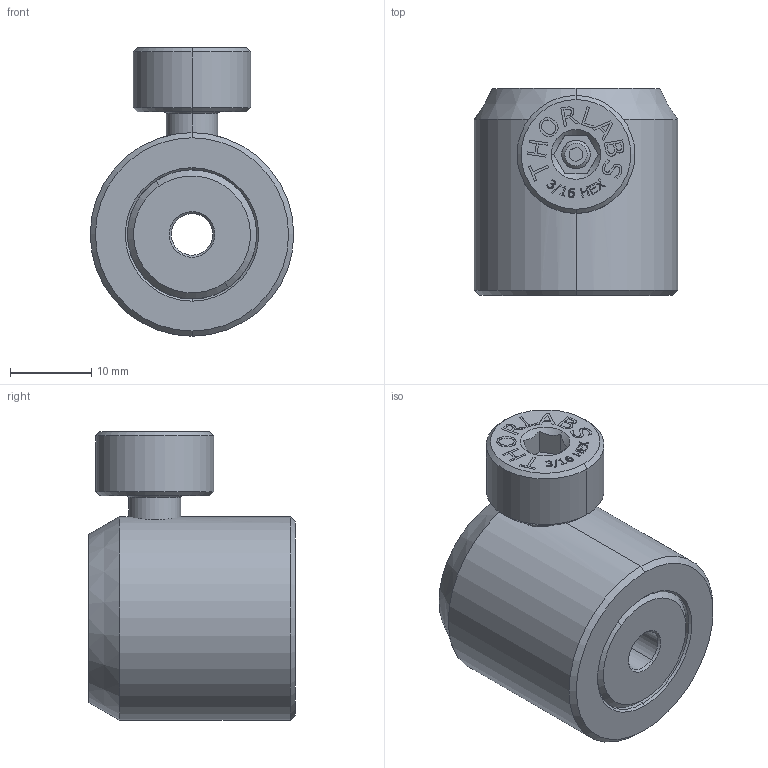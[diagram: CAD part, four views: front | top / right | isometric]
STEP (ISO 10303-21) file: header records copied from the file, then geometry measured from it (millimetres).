
FILE_DESCRIPTION (( 'STEP AP203' ), '1' );
FILE_NAME ('0489-E0W.STEP', '2011-06-14T15:02:05', ( 'Admin' ), ( 'Thorlabs, Inc.' ), 'SwSTEP 2.0', 'SolidWorks 2011', '' );
FILE_SCHEMA (( 'CONFIG_CONTROL_DESIGN' ));
Length unit declared in the file: inch
Products named in the file (1): 0489-E0W
Bounding box: 25 x 25.4 x 35.41 mm (x, y, z)
Volume: 10644.1 mm3; surface area: 5592.8 mm2
Topology: 6 solids, 6 shells, 349 faces, 902 edges, 588 vertices
Faces by surface type: plane 177, bspline 89, cylinder 47, cone 32, torus 2, sphere 2
Entity records: 15264 total; most frequent: CARTESIAN_POINT 7375, ORIENTED_EDGE 1792, DIRECTION 1277, EDGE_CURVE 896, VERTEX_POINT 586, VECTOR 571, LINE 571, EDGE_LOOP 384
